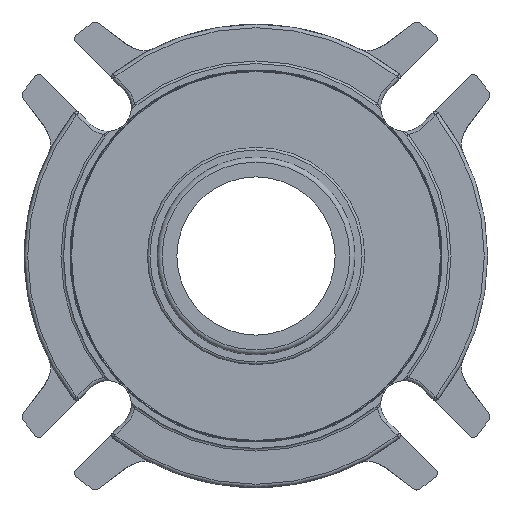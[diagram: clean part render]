
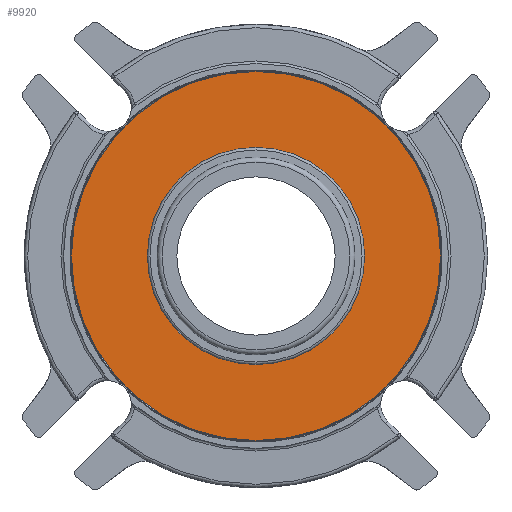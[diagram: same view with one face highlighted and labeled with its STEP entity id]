
A CAD part, front view. The second image highlights one B-rep face of the part: STEP entity #9920.
In plain terms, the highlighted planar face has unit normal (0, -1, 0).
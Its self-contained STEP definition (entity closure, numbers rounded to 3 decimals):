
#1773=PLANE('',#11090);
#4703=ORIENTED_EDGE('',*,*,#6198,.F.);
#4704=ORIENTED_EDGE('',*,*,#6199,.F.);
#6198=EDGE_CURVE('',#7109,#7109,#7729,.T.);
#6199=EDGE_CURVE('',#7110,#7110,#7730,.T.);
#7109=VERTEX_POINT('',#19735);
#7110=VERTEX_POINT('',#19738);
#7729=CIRCLE('',#11089,32.703);
#7730=CIRCLE('',#11091,55.563);
#8393=EDGE_LOOP('',(#4703));
#8394=EDGE_LOOP('',(#4704));
#9075=FACE_BOUND('',#8393,.T.);
#9076=FACE_BOUND('',#8394,.T.);
#9920=ADVANCED_FACE('',(#9075,#9076),#1773,.T.);
#11089=AXIS2_PLACEMENT_3D('',#19734,#13893,#13894);
#11090=AXIS2_PLACEMENT_3D('',#19736,#13895,#13896);
#11091=AXIS2_PLACEMENT_3D('',#19737,#13897,#13898);
#13893=DIRECTION('',(0.,-1.,0.));
#13894=DIRECTION('',(0.,0.,-1.));
#13895=DIRECTION('',(0.,-1.,0.));
#13896=DIRECTION('',(0.,0.,-1.));
#13897=DIRECTION('',(0.,1.,0.));
#13898=DIRECTION('',(0.,0.,1.));
#19734=CARTESIAN_POINT('',(0.,-4.623,0.));
#19735=CARTESIAN_POINT('',(0.,-4.623,-32.703));
#19736=CARTESIAN_POINT('',(0.,-4.623,55.563));
#19737=CARTESIAN_POINT('',(0.,-4.623,0.));
#19738=CARTESIAN_POINT('',(0.,-4.623,55.563));
